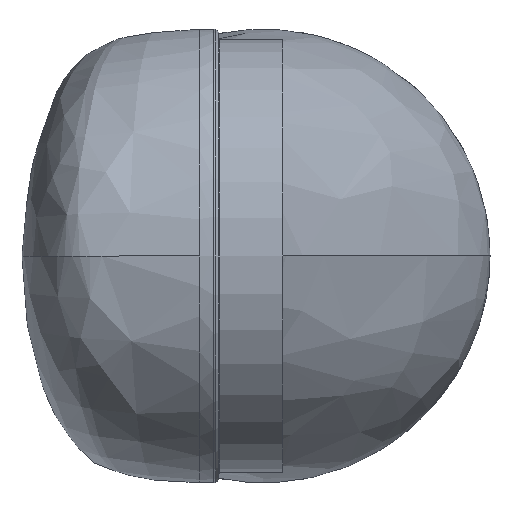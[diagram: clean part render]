
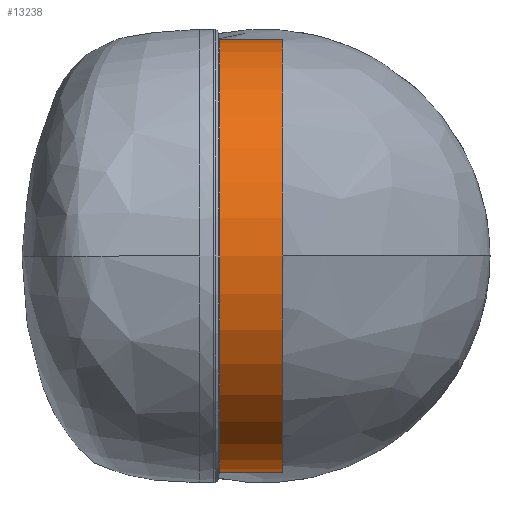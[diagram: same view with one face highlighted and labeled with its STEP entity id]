
A CAD part, left-side view. The second image highlights one B-rep face of the part: STEP entity #13238.
In plain terms, the highlighted cylindrical face has radius 43.98 mm (diameter 87.96 mm), a partial arc.
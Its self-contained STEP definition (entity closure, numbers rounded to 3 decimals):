
#280 = CARTESIAN_POINT ( 'NONE',  ( 0., -4., 43.98 ) ) ;
#367 = FACE_OUTER_BOUND ( 'NONE', #13237, .T. ) ;
#552 = DIRECTION ( 'NONE',  ( 0., 0., -1. ) ) ;
#1625 = AXIS2_PLACEMENT_3D ( 'NONE', #3289, #6049, #7321 ) ;
#1656 = ORIENTED_EDGE ( 'NONE', *, *, #8945, .T. ) ;
#1929 = VERTEX_POINT ( 'NONE', #11527 ) ;
#2193 = VERTEX_POINT ( 'NONE', #280 ) ;
#3188 = EDGE_CURVE ( 'NONE', #2193, #12953, #12024, .T. ) ;
#3289 = CARTESIAN_POINT ( 'NONE',  ( 0., -4., 0. ) ) ;
#3345 = EDGE_CURVE ( 'NONE', #12953, #1929, #12366, .T. ) ;
#3481 = ORIENTED_EDGE ( 'NONE', *, *, #10035, .F. ) ;
#3569 = CARTESIAN_POINT ( 'NONE',  ( 0., -4., 0. ) ) ;
#3688 = DIRECTION ( 'NONE',  ( 0., -1., 0. ) ) ;
#4053 = CARTESIAN_POINT ( 'NONE',  ( 0., -4., -43.98 ) ) ;
#4324 = DIRECTION ( 'NONE',  ( 0., 0., -1. ) ) ;
#6028 = AXIS2_PLACEMENT_3D ( 'NONE', #11073, #3688, #552 ) ;
#6049 = DIRECTION ( 'NONE',  ( 0., 1., 0. ) ) ;
#6945 = CARTESIAN_POINT ( 'NONE',  ( 0., 8.8, 43.98 ) ) ;
#7321 = DIRECTION ( 'NONE',  ( 0., 0., 1. ) ) ;
#7327 = LINE ( 'NONE', #4053, #10575 ) ;
#8945 = EDGE_CURVE ( 'NONE', #11358, #2193, #12971, .T. ) ;
#8990 = ORIENTED_EDGE ( 'NONE', *, *, #3188, .T. ) ;
#9233 = ORIENTED_EDGE ( 'NONE', *, *, #3345, .T. ) ;
#10035 = EDGE_CURVE ( 'NONE', #11358, #1929, #7327, .T. ) ;
#10211 = DIRECTION ( 'NONE',  ( 0., 1., 0. ) ) ;
#10575 = VECTOR ( 'NONE', #10211, 1000. ) ;
#10827 = DIRECTION ( 'NONE',  ( 0., 1., 0. ) ) ;
#10944 = CARTESIAN_POINT ( 'NONE',  ( 0., -4., -43.98 ) ) ;
#11073 = CARTESIAN_POINT ( 'NONE',  ( 0., 8.8, 0. ) ) ;
#11358 = VERTEX_POINT ( 'NONE', #10944 ) ;
#11527 = CARTESIAN_POINT ( 'NONE',  ( 0., 8.8, -43.98 ) ) ;
#11838 = CYLINDRICAL_SURFACE ( 'NONE', #13456, 43.98 ) ;
#11889 = DIRECTION ( 'NONE',  ( 0., 1., 0. ) ) ;
#11923 = VECTOR ( 'NONE', #11889, 1000. ) ;
#12024 = LINE ( 'NONE', #13059, #11923 ) ;
#12366 = CIRCLE ( 'NONE', #6028, 43.98 ) ;
#12953 = VERTEX_POINT ( 'NONE', #6945 ) ;
#12971 = CIRCLE ( 'NONE', #1625, 43.98 ) ;
#13059 = CARTESIAN_POINT ( 'NONE',  ( 0., -4., 43.98 ) ) ;
#13237 = EDGE_LOOP ( 'NONE', ( #1656, #8990, #9233, #3481 ) ) ;
#13238 = ADVANCED_FACE ( 'NONE', ( #367 ), #11838, .T. ) ;
#13456 = AXIS2_PLACEMENT_3D ( 'NONE', #3569, #10827, #4324 ) ;
